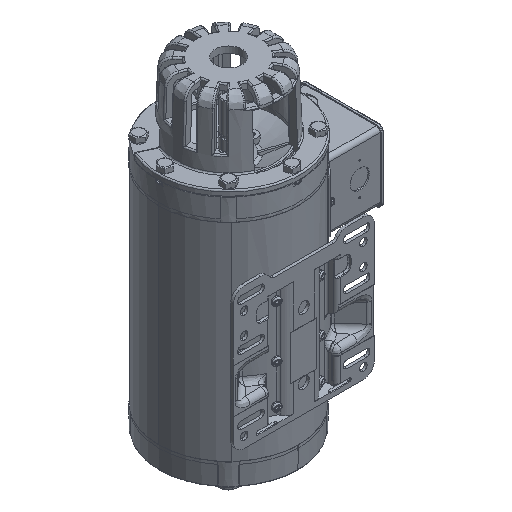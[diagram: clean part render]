
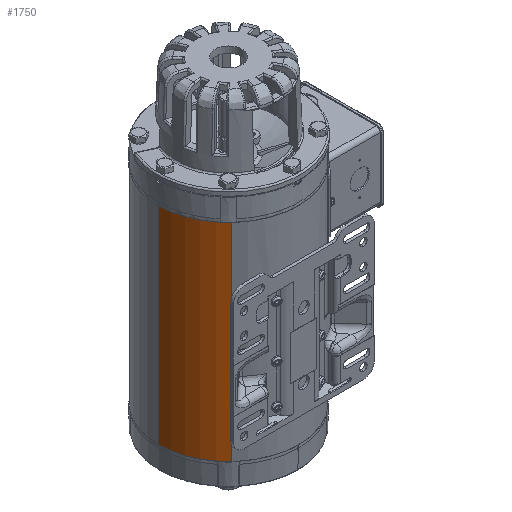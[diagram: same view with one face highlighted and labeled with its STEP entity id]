
A CAD part, isometric view. The second image highlights one B-rep face of the part: STEP entity #1750.
In plain terms, the highlighted cylindrical face has radius 82.13 mm (diameter 164.259 mm), a partial arc.
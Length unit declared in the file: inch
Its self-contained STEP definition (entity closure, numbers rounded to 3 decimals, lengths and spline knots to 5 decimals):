
#1750 = ADVANCED_FACE ( 'NONE', ( #100297 ), #25199, .T. ) ;
#3519 = EDGE_CURVE ( 'NONE', #136287, #9020, #89939, .T. ) ;
#9020 = VERTEX_POINT ( 'NONE', #127604 ) ;
#15591 = CARTESIAN_POINT ( 'NONE',  ( 0., 0., -14.16995 ) ) ;
#19739 = VECTOR ( 'NONE', #73019, 39.37008 ) ;
#25199 = CYLINDRICAL_SURFACE ( 'NONE', #110765, 3.23345 ) ;
#26673 = EDGE_CURVE ( 'NONE', #111442, #9020, #63638, .T. ) ;
#28304 = DIRECTION ( 'NONE',  ( 0., 0., 1. ) ) ;
#29949 = CARTESIAN_POINT ( 'NONE',  ( -2.20521, -2.3648, 3.14945 ) ) ;
#33926 = DIRECTION ( 'NONE',  ( 0., 0., -1. ) ) ;
#40569 = CIRCLE ( 'NONE', #116302, 3.23345 ) ;
#50345 = CARTESIAN_POINT ( 'NONE',  ( -3.23345, 0., -14.16995 ) ) ;
#56403 = VECTOR ( 'NONE', #147428, 39.37008 ) ;
#57332 = LINE ( 'NONE', #60847, #19739 ) ;
#60847 = CARTESIAN_POINT ( 'NONE',  ( -2.20521, -2.3648, -14.16995 ) ) ;
#63638 = CIRCLE ( 'NONE', #80970, 3.23345 ) ;
#64029 = DIRECTION ( 'NONE',  ( 0., 0., 1. ) ) ;
#64825 = ORIENTED_EDGE ( 'NONE', *, *, #114864, .T. ) ;
#73019 = DIRECTION ( 'NONE',  ( 0., 0., 1. ) ) ;
#73810 = ORIENTED_EDGE ( 'NONE', *, *, #151859, .T. ) ;
#77226 = CARTESIAN_POINT ( 'NONE',  ( 0., 0., 3.14945 ) ) ;
#80970 = AXIS2_PLACEMENT_3D ( 'NONE', #134386, #33926, #110102 ) ;
#82477 = ORIENTED_EDGE ( 'NONE', *, *, #26673, .T. ) ;
#89939 = LINE ( 'NONE', #50345, #56403 ) ;
#91746 = DIRECTION ( 'NONE',  ( 1., 0., 0. ) ) ;
#97857 = CARTESIAN_POINT ( 'NONE',  ( -3.23345, 0., 3.14945 ) ) ;
#100297 = FACE_OUTER_BOUND ( 'NONE', #123958, .T. ) ;
#110102 = DIRECTION ( 'NONE',  ( 1., 0., 0. ) ) ;
#110765 = AXIS2_PLACEMENT_3D ( 'NONE', #15591, #28304, #91746 ) ;
#111442 = VERTEX_POINT ( 'NONE', #158117 ) ;
#114864 = EDGE_CURVE ( 'NONE', #136287, #153923, #40569, .T. ) ;
#116302 = AXIS2_PLACEMENT_3D ( 'NONE', #77226, #64029, #126864 ) ;
#118433 = ORIENTED_EDGE ( 'NONE', *, *, #3519, .F. ) ;
#123958 = EDGE_LOOP ( 'NONE', ( #118433, #64825, #73810, #82477 ) ) ;
#126864 = DIRECTION ( 'NONE',  ( 1., 0., 0. ) ) ;
#127604 = CARTESIAN_POINT ( 'NONE',  ( -3.23345, 0., 12.70945 ) ) ;
#134386 = CARTESIAN_POINT ( 'NONE',  ( 0., 0., 12.70945 ) ) ;
#136287 = VERTEX_POINT ( 'NONE', #97857 ) ;
#147428 = DIRECTION ( 'NONE',  ( 0., 0., 1. ) ) ;
#151859 = EDGE_CURVE ( 'NONE', #153923, #111442, #57332, .T. ) ;
#153923 = VERTEX_POINT ( 'NONE', #29949 ) ;
#158117 = CARTESIAN_POINT ( 'NONE',  ( -2.20521, -2.3648, 12.70945 ) ) ;
